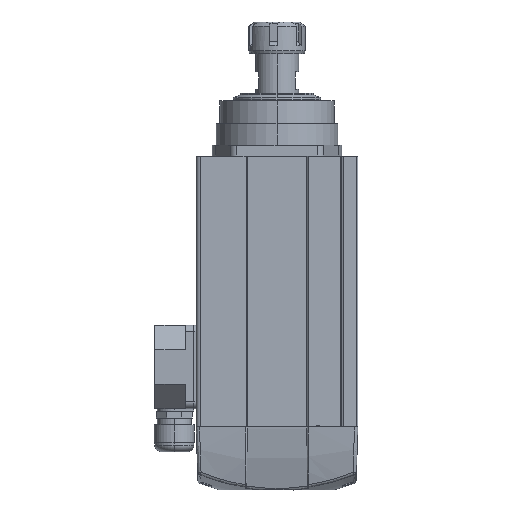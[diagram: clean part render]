
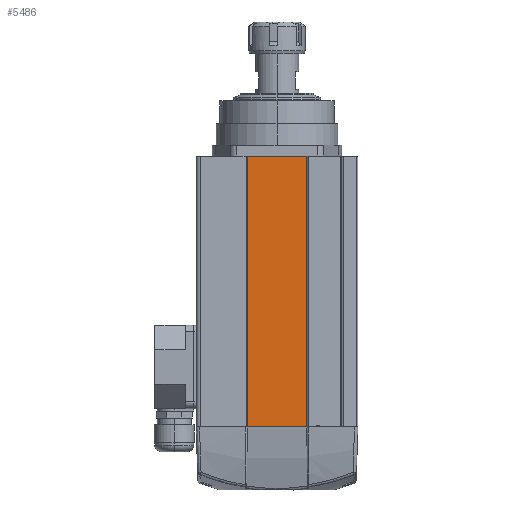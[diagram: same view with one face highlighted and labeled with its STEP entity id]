
A CAD part, left-side view. The second image highlights one B-rep face of the part: STEP entity #5486.
In plain terms, the highlighted planar face has unit normal (-1, 0, 0).
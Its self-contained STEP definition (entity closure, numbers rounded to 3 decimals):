
#15 = CARTESIAN_POINT ( 'NONE',  ( -11214.356, -7675.504, 201. ) ) ;
#989 = CARTESIAN_POINT ( 'NONE',  ( -11214.356, -7675.504, 0. ) ) ;
#2080 = CARTESIAN_POINT ( 'NONE',  ( -11214.356, -7631.504, 201. ) ) ;
#2472 = VECTOR ( 'NONE', #4437, 1000. ) ;
#3667 = ORIENTED_EDGE ( 'NONE', *, *, #20575, .T. ) ;
#4437 = DIRECTION ( 'NONE',  ( 0., 0., -1. ) ) ;
#4650 = VECTOR ( 'NONE', #22879, 1000. ) ;
#5486 = ADVANCED_FACE ( 'NONE', ( #23544 ), #14419, .F. ) ;
#5627 = DIRECTION ( 'NONE',  ( 0., -1., 0. ) ) ;
#5925 = LINE ( 'NONE', #15, #4650 ) ;
#6135 = CARTESIAN_POINT ( 'NONE',  ( -11214.356, -7631.504, 0. ) ) ;
#6227 = CARTESIAN_POINT ( 'NONE',  ( -11214.356, -7631.504, 201. ) ) ;
#6333 = VECTOR ( 'NONE', #18475, 1000. ) ;
#8100 = DIRECTION ( 'NONE',  ( 0., 0., -1. ) ) ;
#9019 = ORIENTED_EDGE ( 'NONE', *, *, #10672, .F. ) ;
#9344 = CARTESIAN_POINT ( 'NONE',  ( -11214.356, -7631.504, 201. ) ) ;
#10375 = ORIENTED_EDGE ( 'NONE', *, *, #25592, .F. ) ;
#10403 = VERTEX_POINT ( 'NONE', #18720 ) ;
#10523 = LINE ( 'NONE', #6227, #2472 ) ;
#10672 = EDGE_CURVE ( 'NONE', #19994, #10403, #12704, .T. ) ;
#12704 = LINE ( 'NONE', #9344, #13984 ) ;
#13701 = EDGE_LOOP ( 'NONE', ( #23120, #10375, #9019, #3667 ) ) ;
#13984 = VECTOR ( 'NONE', #5627, 1000. ) ;
#14143 = VERTEX_POINT ( 'NONE', #16393 ) ;
#14419 = PLANE ( 'NONE',  #24004 ) ;
#16393 = CARTESIAN_POINT ( 'NONE',  ( -11214.356, -7631.504, 0. ) ) ;
#18475 = DIRECTION ( 'NONE',  ( 0., -1., 0. ) ) ;
#18720 = CARTESIAN_POINT ( 'NONE',  ( -11214.356, -7675.504, 201. ) ) ;
#19994 = VERTEX_POINT ( 'NONE', #24010 ) ;
#20263 = DIRECTION ( 'NONE',  ( 1., 0., 0. ) ) ;
#20575 = EDGE_CURVE ( 'NONE', #19994, #14143, #10523, .T. ) ;
#20607 = EDGE_CURVE ( 'NONE', #14143, #22953, #20832, .T. ) ;
#20832 = LINE ( 'NONE', #6135, #6333 ) ;
#22879 = DIRECTION ( 'NONE',  ( 0., 0., -1. ) ) ;
#22953 = VERTEX_POINT ( 'NONE', #989 ) ;
#23120 = ORIENTED_EDGE ( 'NONE', *, *, #20607, .T. ) ;
#23544 = FACE_OUTER_BOUND ( 'NONE', #13701, .T. ) ;
#24004 = AXIS2_PLACEMENT_3D ( 'NONE', #2080, #20263, #8100 ) ;
#24010 = CARTESIAN_POINT ( 'NONE',  ( -11214.356, -7631.504, 201. ) ) ;
#25592 = EDGE_CURVE ( 'NONE', #10403, #22953, #5925, .T. ) ;
